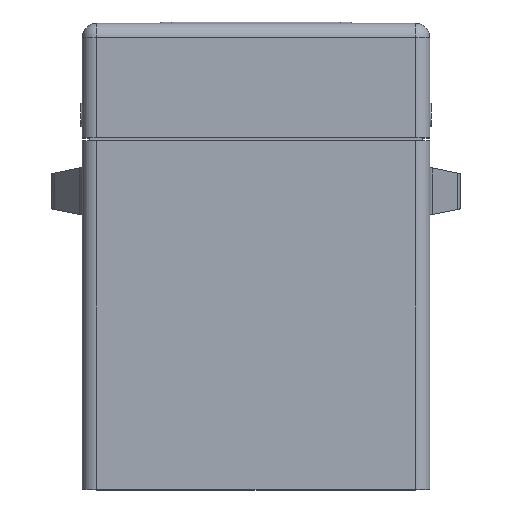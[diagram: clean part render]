
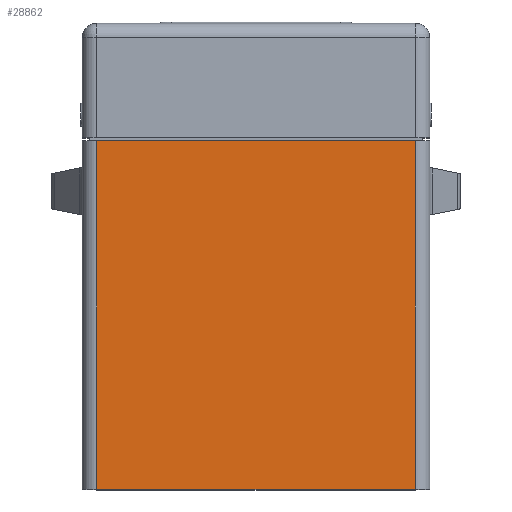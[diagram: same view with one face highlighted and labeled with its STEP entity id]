
A CAD part, top view. The second image highlights one B-rep face of the part: STEP entity #28862.
In plain terms, the highlighted planar face has unit normal (0, 0, 1).
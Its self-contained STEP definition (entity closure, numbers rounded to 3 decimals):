
#130 = DIRECTION ( 'NONE',  ( 0., 0., 1. ) ) ;
#633 = EDGE_CURVE ( 'NONE', #26617, #4436, #5256, .T. ) ;
#1095 = LINE ( 'NONE', #20997, #25160 ) ;
#2413 = CARTESIAN_POINT ( 'NONE',  ( 5.575, -8.15, 0. ) ) ;
#3815 = LINE ( 'NONE', #28803, #18247 ) ;
#4053 = EDGE_CURVE ( 'NONE', #4436, #4322, #15131, .T. ) ;
#4066 = VECTOR ( 'NONE', #27175, 1000. ) ;
#4322 = VERTEX_POINT ( 'NONE', #23389 ) ;
#4436 = VERTEX_POINT ( 'NONE', #2413 ) ;
#5090 = CARTESIAN_POINT ( 'NONE',  ( -5.575, 4.05, 0. ) ) ;
#5256 = LINE ( 'NONE', #25092, #4066 ) ;
#7646 = DIRECTION ( 'NONE',  ( 1., 0., 0. ) ) ;
#7736 = EDGE_LOOP ( 'NONE', ( #12212, #24947, #29796, #29483 ) ) ;
#11954 = VERTEX_POINT ( 'NONE', #5090 ) ;
#12212 = ORIENTED_EDGE ( 'NONE', *, *, #633, .T. ) ;
#12375 = CARTESIAN_POINT ( 'NONE',  ( 5.575, 0., 0. ) ) ;
#14816 = AXIS2_PLACEMENT_3D ( 'NONE', #29885, #130, #7646 ) ;
#15131 = LINE ( 'NONE', #12375, #29860 ) ;
#18072 = FACE_OUTER_BOUND ( 'NONE', #7736, .T. ) ;
#18247 = VECTOR ( 'NONE', #28652, 1000. ) ;
#20509 = PLANE ( 'NONE',  #14816 ) ;
#20997 = CARTESIAN_POINT ( 'NONE',  ( 0., 4.05, 0. ) ) ;
#23389 = CARTESIAN_POINT ( 'NONE',  ( 5.575, 4.05, 0. ) ) ;
#24141 = EDGE_CURVE ( 'NONE', #11954, #26617, #3815, .T. ) ;
#24947 = ORIENTED_EDGE ( 'NONE', *, *, #4053, .T. ) ;
#25092 = CARTESIAN_POINT ( 'NONE',  ( -6.075, -8.15, 0. ) ) ;
#25160 = VECTOR ( 'NONE', #30695, 1000. ) ;
#26617 = VERTEX_POINT ( 'NONE', #31771 ) ;
#27175 = DIRECTION ( 'NONE',  ( 1., 0., 0. ) ) ;
#27724 = EDGE_CURVE ( 'NONE', #11954, #4322, #1095, .T. ) ;
#28652 = DIRECTION ( 'NONE',  ( 0., -1., 0. ) ) ;
#28803 = CARTESIAN_POINT ( 'NONE',  ( -5.575, 0., 0. ) ) ;
#28862 = ADVANCED_FACE ( 'NONE', ( #18072 ), #20509, .T. ) ;
#29483 = ORIENTED_EDGE ( 'NONE', *, *, #24141, .T. ) ;
#29796 = ORIENTED_EDGE ( 'NONE', *, *, #27724, .F. ) ;
#29860 = VECTOR ( 'NONE', #32010, 1000. ) ;
#29885 = CARTESIAN_POINT ( 'NONE',  ( 0., 0., 0. ) ) ;
#30695 = DIRECTION ( 'NONE',  ( 1., 0., 0. ) ) ;
#31771 = CARTESIAN_POINT ( 'NONE',  ( -5.575, -8.15, 0. ) ) ;
#32010 = DIRECTION ( 'NONE',  ( 0., 1., 0. ) ) ;
